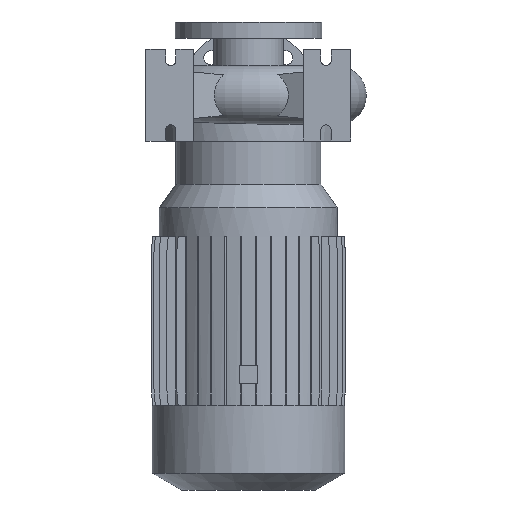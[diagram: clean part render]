
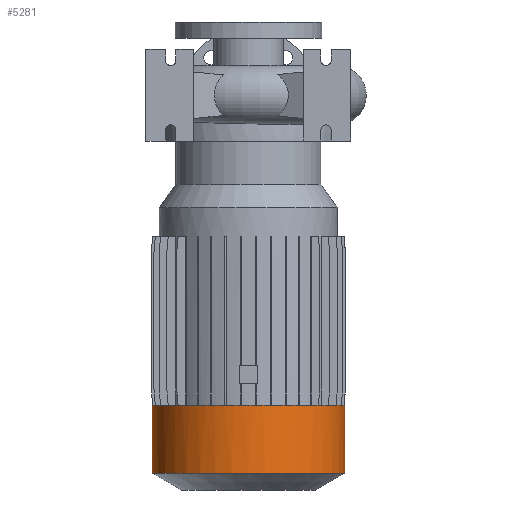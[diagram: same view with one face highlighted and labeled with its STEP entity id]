
A CAD part, front view. The second image highlights one B-rep face of the part: STEP entity #5281.
In plain terms, the highlighted cylindrical face has radius 131.5 mm (diameter 263 mm), a partial arc.
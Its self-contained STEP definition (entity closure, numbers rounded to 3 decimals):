
#454 = CARTESIAN_POINT ( 'NONE',  ( -131.5, 0., -423. ) ) ;
#492 = EDGE_CURVE ( 'NONE', #4392, #6131, #9315, .T. ) ;
#568 = DIRECTION ( 'NONE',  ( 1., 0., 0. ) ) ;
#956 = EDGE_LOOP ( 'NONE', ( #4007, #7686, #13556, #10704 ) ) ;
#1116 = CARTESIAN_POINT ( 'NONE',  ( 131.5, 0., -423. ) ) ;
#1605 = VERTEX_POINT ( 'NONE', #10420 ) ;
#2393 = CARTESIAN_POINT ( 'NONE',  ( 131.5, 0., -515.8 ) ) ;
#3601 = DIRECTION ( 'NONE',  ( 1., 0., 0. ) ) ;
#3627 = EDGE_CURVE ( 'NONE', #1605, #4392, #13865, .T. ) ;
#4007 = ORIENTED_EDGE ( 'NONE', *, *, #3627, .F. ) ;
#4392 = VERTEX_POINT ( 'NONE', #454 ) ;
#4713 = EDGE_CURVE ( 'NONE', #1605, #10085, #8055, .T. ) ;
#5281 = ADVANCED_FACE ( 'NONE', ( #12923 ), #6227, .T. ) ;
#5315 = AXIS2_PLACEMENT_3D ( 'NONE', #6968, #13598, #13728 ) ;
#5776 = DIRECTION ( 'NONE',  ( 0., 0., 1. ) ) ;
#6131 = VERTEX_POINT ( 'NONE', #1116 ) ;
#6148 = DIRECTION ( 'NONE',  ( 0., 0., 1. ) ) ;
#6227 = CYLINDRICAL_SURFACE ( 'NONE', #9682, 131.5 ) ;
#6968 = CARTESIAN_POINT ( 'NONE',  ( 0., 0., -423. ) ) ;
#7686 = ORIENTED_EDGE ( 'NONE', *, *, #4713, .T. ) ;
#8055 = CIRCLE ( 'NONE', #9938, 131.5 ) ;
#8168 = CARTESIAN_POINT ( 'NONE',  ( 0., 0., -515.8 ) ) ;
#9315 = CIRCLE ( 'NONE', #5315, 131.5 ) ;
#9530 = VECTOR ( 'NONE', #5776, 1000. ) ;
#9602 = DIRECTION ( 'NONE',  ( 0., 0., 1. ) ) ;
#9644 = EDGE_CURVE ( 'NONE', #10085, #6131, #10051, .T. ) ;
#9682 = AXIS2_PLACEMENT_3D ( 'NONE', #12850, #6148, #568 ) ;
#9938 = AXIS2_PLACEMENT_3D ( 'NONE', #8168, #13691, #3601 ) ;
#9976 = CARTESIAN_POINT ( 'NONE',  ( 131.5, 0., 100. ) ) ;
#10051 = LINE ( 'NONE', #9976, #9530 ) ;
#10085 = VERTEX_POINT ( 'NONE', #2393 ) ;
#10420 = CARTESIAN_POINT ( 'NONE',  ( -131.5, 0., -515.8 ) ) ;
#10704 = ORIENTED_EDGE ( 'NONE', *, *, #492, .F. ) ;
#12247 = VECTOR ( 'NONE', #9602, 1000. ) ;
#12837 = CARTESIAN_POINT ( 'NONE',  ( -131.5, 0., 100. ) ) ;
#12850 = CARTESIAN_POINT ( 'NONE',  ( 0., 0., 100. ) ) ;
#12923 = FACE_OUTER_BOUND ( 'NONE', #956, .T. ) ;
#13556 = ORIENTED_EDGE ( 'NONE', *, *, #9644, .T. ) ;
#13598 = DIRECTION ( 'NONE',  ( 0., 0., 1. ) ) ;
#13691 = DIRECTION ( 'NONE',  ( 0., 0., 1. ) ) ;
#13728 = DIRECTION ( 'NONE',  ( 1., 0., 0. ) ) ;
#13865 = LINE ( 'NONE', #12837, #12247 ) ;
